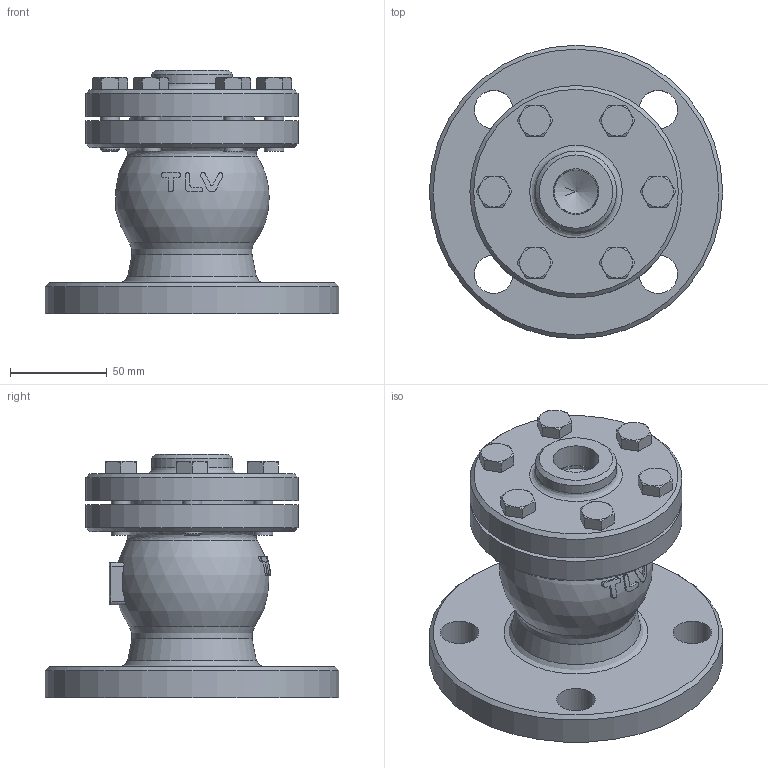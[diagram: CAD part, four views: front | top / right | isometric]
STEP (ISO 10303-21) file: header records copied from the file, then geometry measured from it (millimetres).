
FILE_DESCRIPTION((''),'2;1');
FILE_NAME('va100-050-a0125-00.stp','2010-08-10T16:00:15',('nakaot'),(''),'Autodesk Inventor 2008','Autodesk Inventor 2008','');
FILE_SCHEMA(('AUTOMOTIVE_DESIGN { 1 0 10303 214 1 1 1 1 }'));
Length unit declared in the file: millimetre
Products named in the file (1): va100-050-a0125-00
Bounding box: 152 x 152 x 126 mm (x, y, z)
Volume: 805000.5 mm3; surface area: 108122 mm2
Topology: 1 solids, 1 shells, 185 faces, 418 edges, 264 vertices
Faces by surface type: plane 79, cone 42, cylinder 36, bspline 21, sphere 4, torus 3
Full cylindrical faces by diameter (mm): 10 x12, 42 x1, 64.5 x1, 110 x2, 152 x1
Entity records: 5772 total; most frequent: CARTESIAN_POINT 2022, DIRECTION 750, ORIENTED_EDGE 728, EDGE_CURVE 364, AXIS2_PLACEMENT_3D 319, EDGE_LOOP 276, VERTEX_POINT 252, FACE_OUTER_BOUND 185
